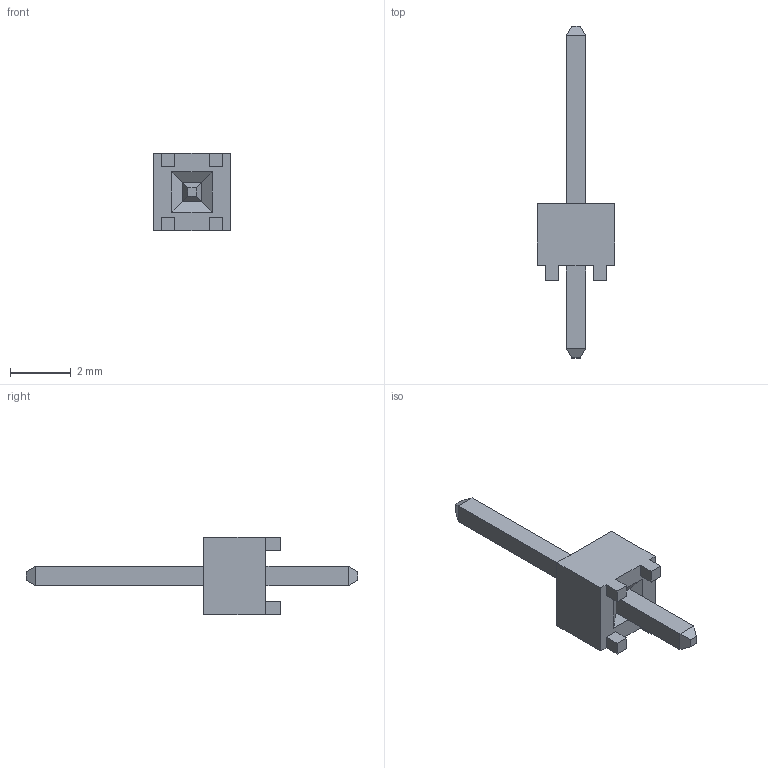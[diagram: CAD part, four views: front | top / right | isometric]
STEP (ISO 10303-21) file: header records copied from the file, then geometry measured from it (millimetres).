
FILE_DESCRIPTION (( 'STEP AP214' ), '1' );
FILE_NAME ('Samtec-TSW-101-07-G-S.step', '2012-03-19T10:41:46', ( 'SysAdmin' ), ( 'SolidWorks' ), 'SwSTEP 2.0', 'SolidWorks 2012', '' );
FILE_SCHEMA (( 'AUTOMOTIVE_DESIGN' ));
Length unit declared in the file: inch
Products named in the file (1): Samtec-TSW-101-07-G-S
Bounding box: 2.54 x 10.92 x 2.54 mm (x, y, z)
Volume: 16.7 mm3; surface area: 60.6 mm2
Topology: 1 solids, 1 shells, 48 faces, 116 edges, 72 vertices
Faces by surface type: plane 48
Entity records: 1782 total; most frequent: CARTESIAN_POINT 237, ORIENTED_EDGE 232, DIRECTION 214, EDGE_CURVE 116, VECTOR 116, LINE 116, VERTEX_POINT 72, EDGE_LOOP 50
